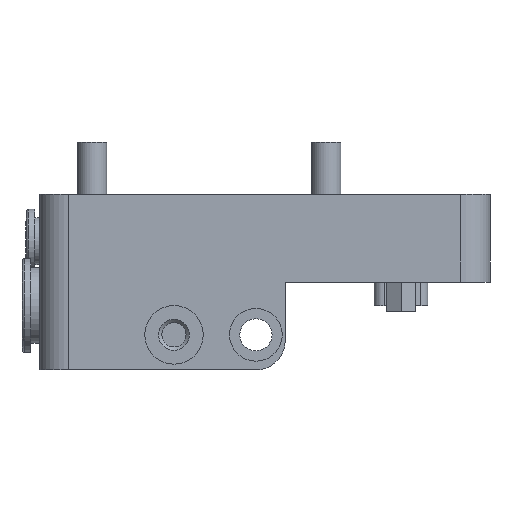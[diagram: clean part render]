
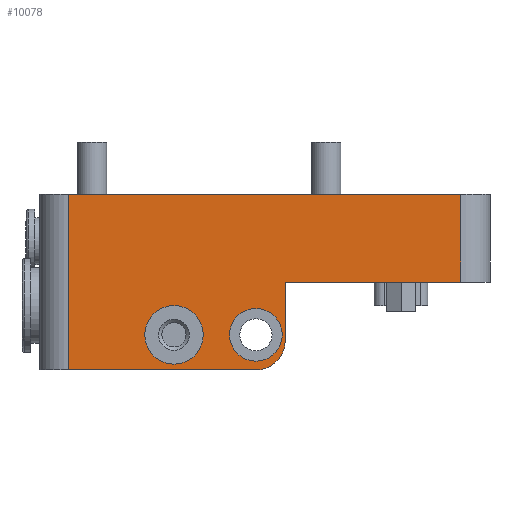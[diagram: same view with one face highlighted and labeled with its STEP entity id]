
A CAD part, left-side view. The second image highlights one B-rep face of the part: STEP entity #10078.
In plain terms, the highlighted planar face has unit normal (-1, 0, 0).
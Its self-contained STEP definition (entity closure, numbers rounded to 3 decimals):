
#9054=CARTESIAN_POINT('',(0.,40.,-19.5));
#9055=VERTEX_POINT('',#9054);
#9056=CARTESIAN_POINT('',(0.,40.,-24.));
#9057=DIRECTION('',(1.0,0.0,0.0));
#9058=DIRECTION('',(0.0,0.0,-1.0));
#9059=AXIS2_PLACEMENT_3D('',#9056,#9057,#9058);
#9060=CIRCLE('',#9059,4.5);
#9061=EDGE_CURVE('',#9055,#9055,#9060,.T.);
#9102=CARTESIAN_POINT('',(0.,54.,-19.));
#9103=VERTEX_POINT('',#9102);
#9104=CARTESIAN_POINT('',(0.,54.,-24.));
#9105=DIRECTION('',(1.0,0.0,0.0));
#9106=DIRECTION('',(0.0,0.0,-1.0));
#9107=AXIS2_PLACEMENT_3D('',#9104,#9105,#9106);
#9108=CIRCLE('',#9107,5.0);
#9109=EDGE_CURVE('',#9103,#9103,#9108,.T.);
#9724=CARTESIAN_POINT('',(0.,40.,-30.0));
#9725=VERTEX_POINT('',#9724);
#9732=CARTESIAN_POINT('',(0.,72.0,-30.0));
#9733=VERTEX_POINT('',#9732);
#9734=CARTESIAN_POINT('',(0.,72.0,-30.0));
#9735=DIRECTION('',(0.0,-1.0,0.0));
#9736=VECTOR('',#9735,32.);
#9737=LINE('',#9734,#9736);
#9738=EDGE_CURVE('',#9733,#9725,#9737,.T.);
#9796=CARTESIAN_POINT('',(0.,35.0,-25.0));
#9797=VERTEX_POINT('',#9796);
#9804=CARTESIAN_POINT('',(0.,40.,-25.0));
#9805=DIRECTION('',(1.,0.0,0.0));
#9806=DIRECTION('',(0.0,-0.707,-0.707));
#9807=AXIS2_PLACEMENT_3D('',#9804,#9805,#9806);
#9808=CIRCLE('',#9807,5.);
#9809=EDGE_CURVE('',#9797,#9725,#9808,.T.);
#9919=CARTESIAN_POINT('',(0.,35.,-15.));
#9920=VERTEX_POINT('',#9919);
#9927=CARTESIAN_POINT('',(0.,35.0,-25.0));
#9928=DIRECTION('',(0.0,0.0,1.0));
#9929=VECTOR('',#9928,10.);
#9930=LINE('',#9927,#9929);
#9931=EDGE_CURVE('',#9797,#9920,#9930,.T.);
#9970=CARTESIAN_POINT('',(0.,5.,-15.0));
#9971=VERTEX_POINT('',#9970);
#9979=CARTESIAN_POINT('',(0.,35.,-15.));
#9980=DIRECTION('',(0.0,-1.0,0.0));
#9981=VECTOR('',#9980,30.);
#9982=LINE('',#9979,#9981);
#9983=EDGE_CURVE('',#9920,#9971,#9982,.T.);
#10039=CARTESIAN_POINT('',(0.,72.0,0.0));
#10040=DIRECTION('',(-1.0,0.0,0.0));
#10041=DIRECTION('',(0.0,0.0,1.0));
#10042=AXIS2_PLACEMENT_3D('',#10039,#10040,#10041);
#10043=PLANE('',#10042);
#10044=ORIENTED_EDGE('',*,*,#9809,.F.);
#10045=ORIENTED_EDGE('',*,*,#9931,.T.);
#10046=ORIENTED_EDGE('',*,*,#9983,.T.);
#10047=CARTESIAN_POINT('',(0.,5.,0.0));
#10048=VERTEX_POINT('',#10047);
#10049=CARTESIAN_POINT('',(0.,5.,0.0));
#10050=DIRECTION('',(0.0,0.0,-1.0));
#10051=VECTOR('',#10050,15.0);
#10052=LINE('',#10049,#10051);
#10053=EDGE_CURVE('',#10048,#9971,#10052,.T.);
#10054=ORIENTED_EDGE('',*,*,#10053,.F.);
#10055=CARTESIAN_POINT('',(0.,72.0,0.0));
#10056=VERTEX_POINT('',#10055);
#10057=CARTESIAN_POINT('',(0.,5.,0.0));
#10058=DIRECTION('',(0.0,1.0,0.0));
#10059=VECTOR('',#10058,67.);
#10060=LINE('',#10057,#10059);
#10061=EDGE_CURVE('',#10048,#10056,#10060,.T.);
#10062=ORIENTED_EDGE('',*,*,#10061,.T.);
#10063=CARTESIAN_POINT('',(0.,72.0,0.0));
#10064=DIRECTION('',(0.0,0.0,-1.0));
#10065=VECTOR('',#10064,30.0);
#10066=LINE('',#10063,#10065);
#10067=EDGE_CURVE('',#10056,#9733,#10066,.T.);
#10068=ORIENTED_EDGE('',*,*,#10067,.T.);
#10069=ORIENTED_EDGE('',*,*,#9738,.T.);
#10070=EDGE_LOOP('',(#10044,#10045,#10046,#10054,#10062,#10068,#10069));
#10071=FACE_OUTER_BOUND('',#10070,.T.);
#10072=ORIENTED_EDGE('',*,*,#9061,.T.);
#10073=EDGE_LOOP('',(#10072));
#10074=FACE_BOUND('',#10073,.T.);
#10075=ORIENTED_EDGE('',*,*,#9109,.T.);
#10076=EDGE_LOOP('',(#10075));
#10077=FACE_BOUND('',#10076,.T.);
#10078=ADVANCED_FACE('',(#10071,#10074,#10077),#10043,.T.);
